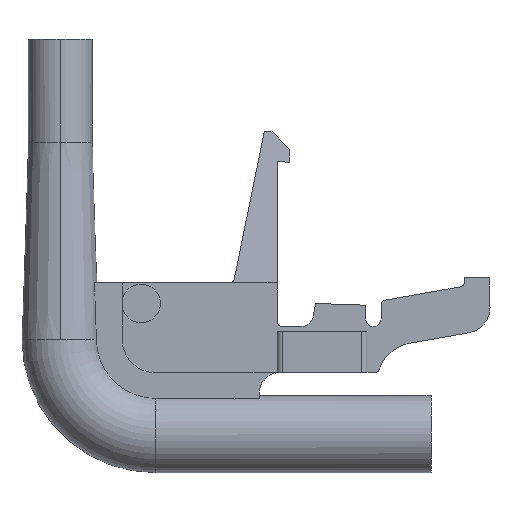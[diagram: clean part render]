
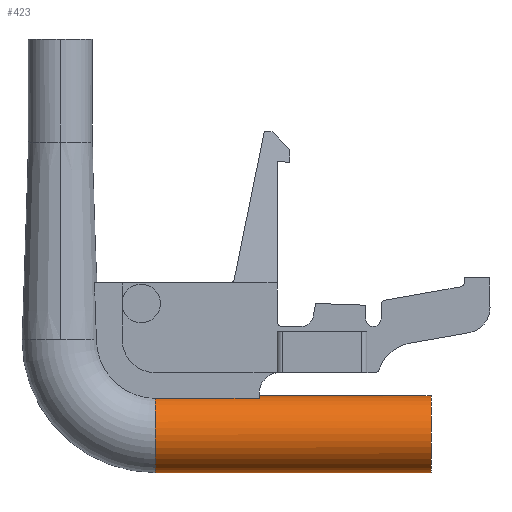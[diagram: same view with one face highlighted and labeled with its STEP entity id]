
A CAD part, left-side view. The second image highlights one B-rep face of the part: STEP entity #423.
In plain terms, the highlighted cylindrical face has radius 1.5 mm (diameter 3 mm), a partial arc.
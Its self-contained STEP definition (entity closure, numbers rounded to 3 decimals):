
#236=AXIS2_PLACEMENT_3D('Circle Axis2P3D',#234,#235,$) ;
#354=AXIS2_PLACEMENT_3D('Cylinder Axis2P3D',#351,#352,#353) ;
#400=AXIS2_PLACEMENT_3D('Circle Axis2P3D',#398,#399,$) ;
#405=AXIS2_PLACEMENT_3D('Circle Axis2P3D',#403,#404,$) ;
#139=CARTESIAN_POINT('Vertex',(3.5,13.05,0.)) ;
#234=CARTESIAN_POINT('Axis2P3D Location',(3.5,13.05,1.5)) ;
#238=CARTESIAN_POINT('Vertex',(2.961,13.05,2.9)) ;
#351=CARTESIAN_POINT('Axis2P3D Location',(3.5,7.675,1.5)) ;
#356=CARTESIAN_POINT('Line Origine',(3.5,7.675,3.)) ;
#360=CARTESIAN_POINT('Vertex',(3.5,2.3,3.)) ;
#362=CARTESIAN_POINT('Vertex',(3.5,9.,3.)) ;
#369=CARTESIAN_POINT('Vertex',(3.5,2.3,0.)) ;
#372=CARTESIAN_POINT('Line Origine',(3.5,7.675,0.)) ;
#398=CARTESIAN_POINT('Axis2P3D Location',(3.5,2.3,1.5)) ;
#403=CARTESIAN_POINT('Axis2P3D Location',(3.5,9.,1.5)) ;
#407=CARTESIAN_POINT('Vertex',(2.961,9.,2.9)) ;
#410=CARTESIAN_POINT('Line Origine',(2.961,7.675,2.9)) ;
#235=DIRECTION('Axis2P3D Direction',(0.,1.,0.)) ;
#352=DIRECTION('Axis2P3D Direction',(-0.,-1.,0.)) ;
#353=DIRECTION('Axis2P3D XDirection',(0.,0.,-1.)) ;
#357=DIRECTION('Vector Direction',(0.,-1.,0.)) ;
#373=DIRECTION('Vector Direction',(0.,-1.,0.)) ;
#399=DIRECTION('Axis2P3D Direction',(-0.,-1.,0.)) ;
#404=DIRECTION('Axis2P3D Direction',(-0.,-1.,0.)) ;
#411=DIRECTION('Vector Direction',(0.,-1.,0.)) ;
#358=VECTOR('Line Direction',#357,1.) ;
#374=VECTOR('Line Direction',#373,1.) ;
#412=VECTOR('Line Direction',#411,1.) ;
#416=ORIENTED_EDGE('',*,*,#240,.T.) ;
#417=ORIENTED_EDGE('',*,*,#376,.F.) ;
#418=ORIENTED_EDGE('',*,*,#402,.F.) ;
#419=ORIENTED_EDGE('',*,*,#364,.T.) ;
#420=ORIENTED_EDGE('',*,*,#409,.F.) ;
#421=ORIENTED_EDGE('',*,*,#414,.F.) ;
#423=ADVANCED_FACE('MAIN BODY',(#422),#355,.T.) ;
#237=CIRCLE('generated circle',#236,1.5) ;
#401=CIRCLE('generated circle',#400,1.5) ;
#406=CIRCLE('generated circle',#405,1.5) ;
#355=CYLINDRICAL_SURFACE('generated cylinder',#354,1.5) ;
#240=EDGE_CURVE('',#239,#140,#237,.F.) ;
#364=EDGE_CURVE('',#361,#363,#359,.F.) ;
#376=EDGE_CURVE('',#370,#140,#375,.F.) ;
#402=EDGE_CURVE('',#361,#370,#401,.T.) ;
#409=EDGE_CURVE('',#408,#363,#406,.F.) ;
#414=EDGE_CURVE('',#239,#408,#413,.T.) ;
#415=EDGE_LOOP('',(#416,#417,#418,#419,#420,#421)) ;
#422=FACE_OUTER_BOUND('',#415,.T.) ;
#359=LINE('Line',#356,#358) ;
#375=LINE('Line',#372,#374) ;
#413=LINE('Line',#410,#412) ;
#140=VERTEX_POINT('',#139) ;
#239=VERTEX_POINT('',#238) ;
#361=VERTEX_POINT('',#360) ;
#363=VERTEX_POINT('',#362) ;
#370=VERTEX_POINT('',#369) ;
#408=VERTEX_POINT('',#407) ;
